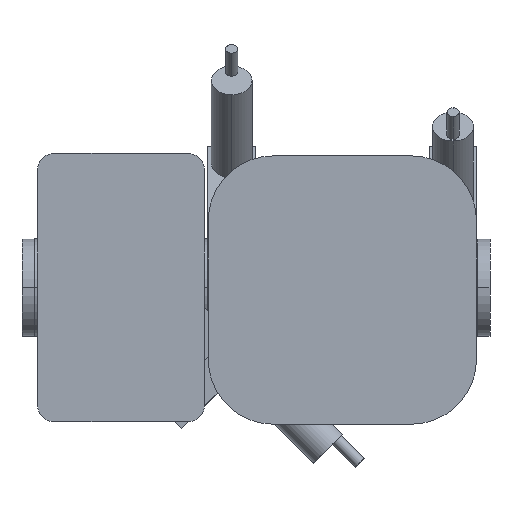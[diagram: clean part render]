
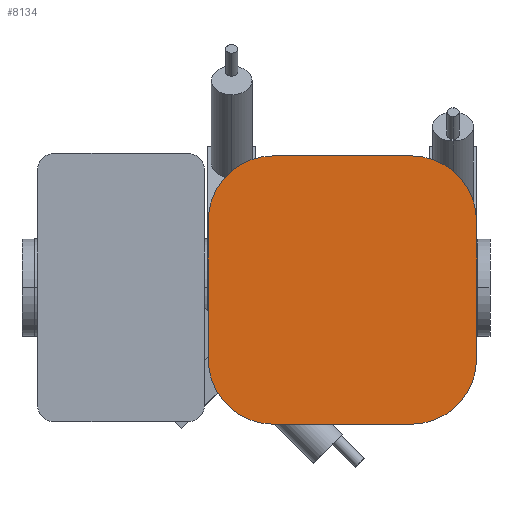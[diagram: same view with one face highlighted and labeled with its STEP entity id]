
A CAD part, front view. The second image highlights one B-rep face of the part: STEP entity #8134.
In plain terms, the highlighted face is planar.
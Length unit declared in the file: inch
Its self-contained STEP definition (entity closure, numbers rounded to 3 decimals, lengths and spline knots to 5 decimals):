
#7903=CARTESIAN_POINT('',(-4.25,4.1,-4.13));
#7904=DIRECTION('',(0.,0.,1.));
#7905=DIRECTION('',(0.,1.,0.));
#7906=AXIS2_PLACEMENT_3D('',#7903,#7904,#7905);
#7908=DIRECTION('',(0.,-1.,0.));
#7909=VECTOR('',#7908,8.5);
#7910=CARTESIAN_POINT('',(-8.25,4.1,-4.13));
#7911=LINE('',#7910,#7909);
#7912=CARTESIAN_POINT('',(-4.25,-4.4,-4.13));
#7913=DIRECTION('',(0.,0.,1.));
#7914=DIRECTION('',(-1.,0.,0.));
#7915=AXIS2_PLACEMENT_3D('',#7912,#7913,#7914);
#7917=DIRECTION('',(1.,0.,0.));
#7918=VECTOR('',#7917,8.5);
#7919=CARTESIAN_POINT('',(-4.25,-8.4,-4.13));
#7920=LINE('',#7919,#7918);
#7921=CARTESIAN_POINT('',(4.25,-4.4,-4.13));
#7922=DIRECTION('',(0.,0.,1.));
#7923=DIRECTION('',(0.,-1.,0.));
#7924=AXIS2_PLACEMENT_3D('',#7921,#7922,#7923);
#7926=DIRECTION('',(0.,1.,0.));
#7927=VECTOR('',#7926,8.5);
#7928=CARTESIAN_POINT('',(8.25,-4.4,-4.13));
#7929=LINE('',#7928,#7927);
#7930=CARTESIAN_POINT('',(4.25,4.1,-4.13));
#7931=DIRECTION('',(0.,0.,1.));
#7932=DIRECTION('',(1.,0.,0.));
#7933=AXIS2_PLACEMENT_3D('',#7930,#7931,#7932);
#7935=DIRECTION('',(-1.,0.,0.));
#7936=VECTOR('',#7935,8.5);
#7937=CARTESIAN_POINT('',(4.25,8.1,-4.13));
#7938=LINE('',#7937,#7936);
#8063=CARTESIAN_POINT('',(-4.25,8.1,-4.13));
#8064=CARTESIAN_POINT('',(-8.25,4.1,-4.13));
#8065=VERTEX_POINT('',#8063);
#8066=VERTEX_POINT('',#8064);
#8067=CARTESIAN_POINT('',(-8.25,-4.4,-4.13));
#8068=VERTEX_POINT('',#8067);
#8069=CARTESIAN_POINT('',(-4.25,-8.4,-4.13));
#8070=VERTEX_POINT('',#8069);
#8071=CARTESIAN_POINT('',(4.25,-8.4,-4.13));
#8072=VERTEX_POINT('',#8071);
#8073=CARTESIAN_POINT('',(8.25,-4.4,-4.13));
#8074=VERTEX_POINT('',#8073);
#8075=CARTESIAN_POINT('',(8.25,4.1,-4.13));
#8076=VERTEX_POINT('',#8075);
#8077=CARTESIAN_POINT('',(4.25,8.1,-4.13));
#8078=VERTEX_POINT('',#8077);
#8111=CARTESIAN_POINT('',(0.,0.,-4.13));
#8112=DIRECTION('',(0.,0.,1.));
#8113=DIRECTION('',(1.,0.,0.));
#8114=AXIS2_PLACEMENT_3D('',#8111,#8112,#8113);
#8115=PLANE('',#8114);
#8117=ORIENTED_EDGE('',*,*,#8116,.T.);
#8119=ORIENTED_EDGE('',*,*,#8118,.T.);
#8121=ORIENTED_EDGE('',*,*,#8120,.T.);
#8123=ORIENTED_EDGE('',*,*,#8122,.T.);
#8125=ORIENTED_EDGE('',*,*,#8124,.T.);
#8127=ORIENTED_EDGE('',*,*,#8126,.T.);
#8129=ORIENTED_EDGE('',*,*,#8128,.T.);
#8131=ORIENTED_EDGE('',*,*,#8130,.T.);
#8132=EDGE_LOOP('',(#8117,#8119,#8121,#8123,#8125,#8127,#8129,#8131));
#8133=FACE_OUTER_BOUND('',#8132,.F.);
#8134=ADVANCED_FACE('',(#8133),#8115,.F.);
#7907=CIRCLE('',#7906,4.);
#7916=CIRCLE('',#7915,4.);
#7925=CIRCLE('',#7924,4.);
#7934=CIRCLE('',#7933,4.);
#8116=EDGE_CURVE('',#8065,#8066,#7907,.T.);
#8118=EDGE_CURVE('',#8066,#8068,#7911,.T.);
#8120=EDGE_CURVE('',#8068,#8070,#7916,.T.);
#8122=EDGE_CURVE('',#8070,#8072,#7920,.T.);
#8124=EDGE_CURVE('',#8072,#8074,#7925,.T.);
#8126=EDGE_CURVE('',#8074,#8076,#7929,.T.);
#8128=EDGE_CURVE('',#8076,#8078,#7934,.T.);
#8130=EDGE_CURVE('',#8078,#8065,#7938,.T.);
